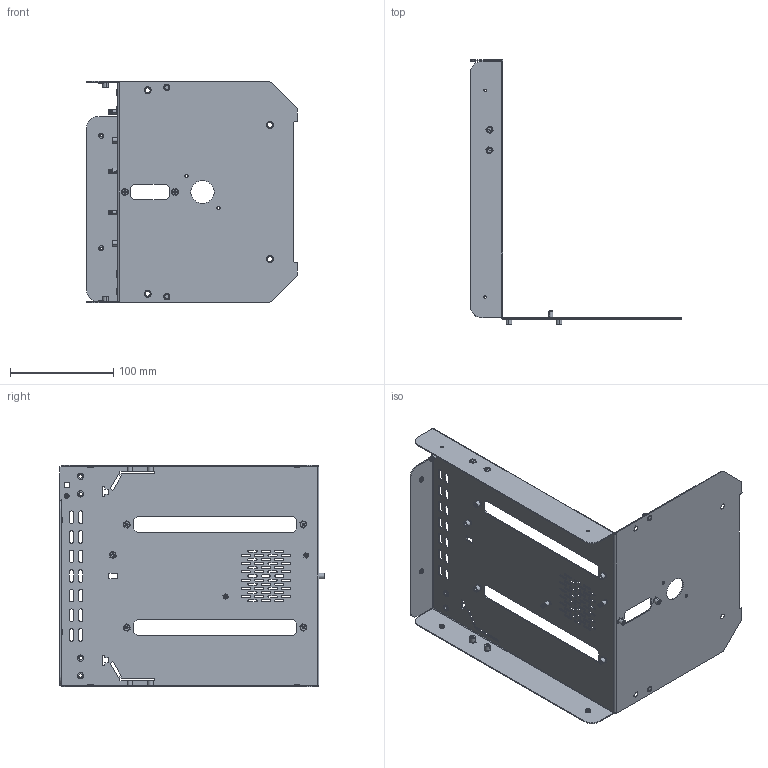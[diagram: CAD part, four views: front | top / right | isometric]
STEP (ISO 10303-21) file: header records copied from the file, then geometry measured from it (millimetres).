
FILE_DESCRIPTION (( 'STEP AP203' ), '1' );
FILE_NAME ('CW1-104-MA_v008 VNITRNI PLECH LIS.STEP', '2019-05-13T06:21:12', ( '' ), ( '' ), 'SwSTEP 2.0', 'SolidWorks 2017', '' );
FILE_SCHEMA (( 'CONFIG_CONTROL_DESIGN' ));
Length unit declared in the file: millimetre
Products named in the file (5): CW1-004-MA_v008 VNITRNI PLECH; CFBSOS3_5M3-6; CFBSOSM3-10; TPS 4-8; CW1-104-MA_v008 VNITRNI PLECH LIS
Assembly tree (17 placements, depth 2):
  CW1-104-MA_v008 VNITRNI PLECH LIS
    CW1-004-MA_v008 VNITRNI PLECH
    CFBSOS3_5M3-6  x11
    CFBSOSM3-10  x3
    TPS 4-8  x2
Bounding box: 203.9 x 255.5 x 214.3 mm (x, y, z)
Volume: 103109 mm3; surface area: 210619.8 mm2
Topology: 17 solids, 17 shells, 877 faces, 2298 edges, 1481 vertices
Faces by surface type: plane 382, cylinder 373, cone 77, bspline 45
Entity records: 22256 total; most frequent: CARTESIAN_POINT 6043, DIRECTION 3206, ORIENTED_EDGE 3148, EDGE_CURVE 1574, AXIS2_PLACEMENT_3D 1122, VERTEX_POINT 1032, VECTOR 962, LINE 962
